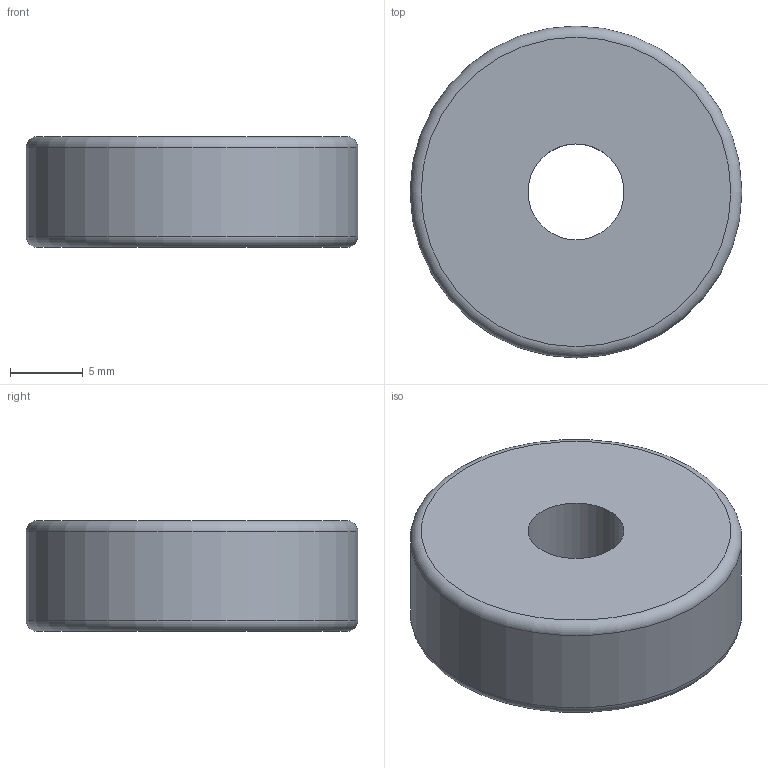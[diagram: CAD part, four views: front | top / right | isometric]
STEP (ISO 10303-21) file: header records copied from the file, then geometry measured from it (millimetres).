
FILE_DESCRIPTION(/* description */ (''),/* implementation_level */ '2;1');
FILE_NAME(/* name */ 'NeedleSpacer.ipt.step',/* time_stamp */ '2016-03-31T16:34:24-07:00',/* author */ ('finger_food'),/* organization */ (''),/* preprocessor_version */ 'ST-DEVELOPER v16.1',/* originating_system */ 'Autodesk Inventor 2016',/* authorisation */ '');
FILE_SCHEMA (('AUTOMOTIVE_DESIGN { 1 0 10303 214 3 1 1 }'));
Length unit declared in the file: inch
Products named in the file (1): NeedleSpacer
Bounding box: 22.86 x 22.86 x 7.62 mm (x, y, z)
Volume: 2848.9 mm3; surface area: 1410.2 mm2
Topology: 1 solids, 1 shells, 6 faces, 10 edges, 6 vertices
Faces by surface type: torus 2, cylinder 2, plane 2
Full cylindrical faces by diameter (mm): 6.604 x1, 22.86 x1
Entity records: 154 total; most frequent: DIRECTION 26, CARTESIAN_POINT 19, AXIS2_PLACEMENT_3D 13, EDGE_LOOP 12, ORIENTED_EDGE 12, FACE_BOUND 6, FACE_OUTER_BOUND 6, CIRCLE 6
